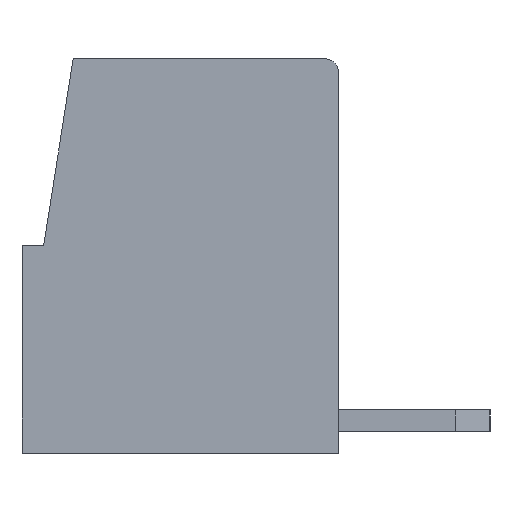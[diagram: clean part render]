
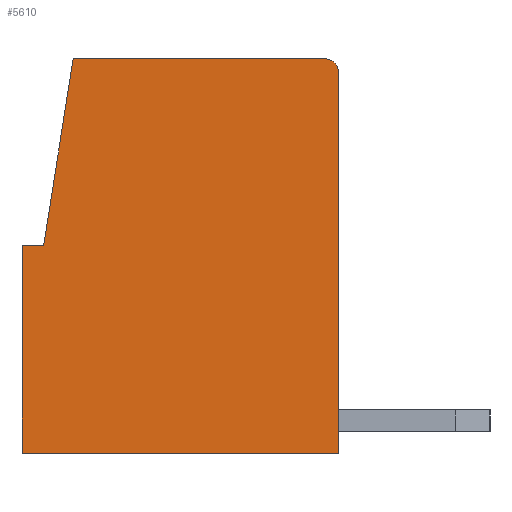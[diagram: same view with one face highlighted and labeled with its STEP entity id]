
A CAD part, left-side view. The second image highlights one B-rep face of the part: STEP entity #5610.
In plain terms, the highlighted planar face has unit normal (-1, 0, 0).
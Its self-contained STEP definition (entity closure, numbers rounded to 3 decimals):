
#101=PLANE('',#7472);
#370=CIRCLE('',#7461,0.3);
#505=ORIENTED_EDGE('',*,*,#2101,.T.);
#506=ORIENTED_EDGE('',*,*,#2058,.F.);
#507=ORIENTED_EDGE('',*,*,#2115,.F.);
#508=ORIENTED_EDGE('',*,*,#2116,.T.);
#509=ORIENTED_EDGE('',*,*,#2117,.T.);
#510=ORIENTED_EDGE('',*,*,#2059,.T.);
#511=ORIENTED_EDGE('',*,*,#2114,.T.);
#2058=EDGE_CURVE('',#2874,#2872,#370,.T.);
#2059=EDGE_CURVE('',#2875,#2876,#3413,.T.);
#2101=EDGE_CURVE('',#2914,#2872,#3454,.T.);
#2114=EDGE_CURVE('',#2876,#2914,#3467,.T.);
#2115=EDGE_CURVE('',#2921,#2874,#3468,.T.);
#2116=EDGE_CURVE('',#2921,#2922,#3469,.T.);
#2117=EDGE_CURVE('',#2922,#2875,#3470,.T.);
#2872=VERTEX_POINT('',#9331);
#2874=VERTEX_POINT('',#9335);
#2875=VERTEX_POINT('',#9339);
#2876=VERTEX_POINT('',#9340);
#2914=VERTEX_POINT('',#9422);
#2921=VERTEX_POINT('',#9450);
#2922=VERTEX_POINT('',#9452);
#3413=LINE('',#9338,#4175);
#3454=LINE('',#9421,#4216);
#3467=LINE('',#9447,#4229);
#3468=LINE('',#9449,#4230);
#3469=LINE('',#9451,#4231);
#3470=LINE('',#9453,#4232);
#4175=VECTOR('',#7839,1000.);
#4216=VECTOR('',#7886,1000.);
#4229=VECTOR('',#7911,1000.);
#4230=VECTOR('',#7914,1000.);
#4231=VECTOR('',#7915,1000.);
#4232=VECTOR('',#7916,1000.);
#4945=EDGE_LOOP('',(#505,#506,#507,#508,#509,#510,#511));
#5267=FACE_BOUND('',#4945,.T.);
#5610=ADVANCED_FACE('',(#5267),#101,.F.);
#7461=AXIS2_PLACEMENT_3D('',#9336,#7835,#7836);
#7472=AXIS2_PLACEMENT_3D('',#9448,#7912,#7913);
#7835=DIRECTION('',(1.,0.,0.));
#7836=DIRECTION('',(0.,-1.,0.));
#7839=DIRECTION('',(0.,0.,-1.));
#7886=DIRECTION('',(0.,0.,1.));
#7911=DIRECTION('',(0.,-1.,0.));
#7912=DIRECTION('',(1.,0.,0.));
#7913=DIRECTION('',(0.,1.,0.));
#7914=DIRECTION('',(0.,-1.,0.));
#7915=DIRECTION('',(0.,0.156,-0.988));
#7916=DIRECTION('',(0.,1.,0.));
#9331=CARTESIAN_POINT('',(-1.75,-7.3,8.8));
#9335=CARTESIAN_POINT('',(-1.75,-7.,9.1));
#9336=CARTESIAN_POINT('',(-1.75,-7.,8.8));
#9338=CARTESIAN_POINT('',(-1.75,0.,0.));
#9339=CARTESIAN_POINT('',(-1.75,0.,4.8));
#9340=CARTESIAN_POINT('',(-1.75,0.,0.));
#9421=CARTESIAN_POINT('',(-1.75,-7.3,0.));
#9422=CARTESIAN_POINT('',(-1.75,-7.3,0.));
#9447=CARTESIAN_POINT('',(-1.75,-3.5,0.));
#9448=CARTESIAN_POINT('',(-1.75,-11.88,0.));
#9449=CARTESIAN_POINT('',(-1.75,-3.5,9.1));
#9450=CARTESIAN_POINT('',(-1.75,-1.181,9.1));
#9451=CARTESIAN_POINT('',(-1.75,0.26,0.));
#9452=CARTESIAN_POINT('',(-1.75,-0.5,4.8));
#9453=CARTESIAN_POINT('',(-1.75,-3.5,4.8));
